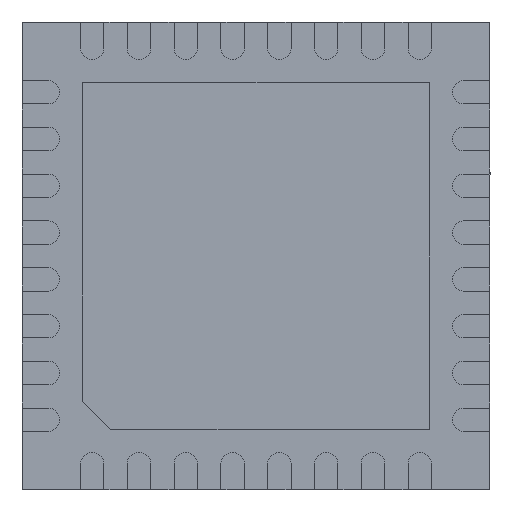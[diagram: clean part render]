
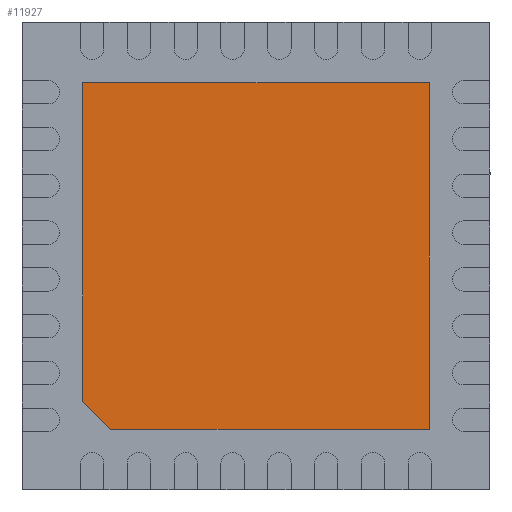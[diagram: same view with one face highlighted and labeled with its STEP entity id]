
A CAD part, front view. The second image highlights one B-rep face of the part: STEP entity #11927.
In plain terms, the highlighted planar face has unit normal (0, -1, 0).
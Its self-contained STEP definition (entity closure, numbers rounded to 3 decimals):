
#565 = FACE_OUTER_BOUND ( 'NONE', #13383, .T. ) ;
#622 = PLANE ( 'NONE',  #2330 ) ;
#676 = DIRECTION ( 'NONE',  ( 0., 1., 0. ) ) ;
#1070 = LINE ( 'NONE', #2791, #1799 ) ;
#1799 = VECTOR ( 'NONE', #3935, 1000. ) ;
#1879 = CARTESIAN_POINT ( 'NONE',  ( 0., 0., 0. ) ) ;
#2330 = AXIS2_PLACEMENT_3D ( 'NONE', #1879, #676, #7580 ) ;
#2403 = LINE ( 'NONE', #13786, #3107 ) ;
#2473 = VECTOR ( 'NONE', #14395, 1000. ) ;
#2699 = VERTEX_POINT ( 'NONE', #7305 ) ;
#2791 = CARTESIAN_POINT ( 'NONE',  ( -1.85, 0., 1.85 ) ) ;
#2865 = VERTEX_POINT ( 'NONE', #6931 ) ;
#3107 = VECTOR ( 'NONE', #13745, 1000. ) ;
#3935 = DIRECTION ( 'NONE',  ( 0., 0., 1. ) ) ;
#4204 = EDGE_CURVE ( 'NONE', #2865, #4368, #11238, .T. ) ;
#4368 = VERTEX_POINT ( 'NONE', #12329 ) ;
#4675 = VERTEX_POINT ( 'NONE', #12430 ) ;
#4797 = EDGE_CURVE ( 'NONE', #4675, #2699, #11034, .T. ) ;
#4963 = CARTESIAN_POINT ( 'NONE',  ( 1.85, 0., -1.85 ) ) ;
#5193 = VECTOR ( 'NONE', #13195, 1000. ) ;
#5348 = ORIENTED_EDGE ( 'NONE', *, *, #12712, .F. ) ;
#5745 = EDGE_CURVE ( 'NONE', #4368, #8863, #11873, .T. ) ;
#6133 = CARTESIAN_POINT ( 'NONE',  ( 1.85, 0., 1.85 ) ) ;
#6513 = ORIENTED_EDGE ( 'NONE', *, *, #8274, .F. ) ;
#6515 = CARTESIAN_POINT ( 'NONE',  ( 1.85, 0., 1.85 ) ) ;
#6931 = CARTESIAN_POINT ( 'NONE',  ( -1.85, 0., 1.85 ) ) ;
#7305 = CARTESIAN_POINT ( 'NONE',  ( -1.85, 0., -1.55 ) ) ;
#7580 = DIRECTION ( 'NONE',  ( 0., 0., 1. ) ) ;
#8042 = CARTESIAN_POINT ( 'NONE',  ( -1.55, 0., -1.85 ) ) ;
#8274 = EDGE_CURVE ( 'NONE', #8863, #4675, #2403, .T. ) ;
#8863 = VERTEX_POINT ( 'NONE', #4963 ) ;
#9143 = DIRECTION ( 'NONE',  ( -0.707, 0., 0.707 ) ) ;
#9571 = ORIENTED_EDGE ( 'NONE', *, *, #5745, .F. ) ;
#9609 = VECTOR ( 'NONE', #9143, 1000. ) ;
#11034 = LINE ( 'NONE', #8042, #9609 ) ;
#11151 = ORIENTED_EDGE ( 'NONE', *, *, #4204, .F. ) ;
#11238 = LINE ( 'NONE', #6133, #5193 ) ;
#11680 = ORIENTED_EDGE ( 'NONE', *, *, #4797, .F. ) ;
#11873 = LINE ( 'NONE', #6515, #2473 ) ;
#11927 = ADVANCED_FACE ( 'NONE', ( #565 ), #622, .F. ) ;
#12329 = CARTESIAN_POINT ( 'NONE',  ( 1.85, 0., 1.85 ) ) ;
#12430 = CARTESIAN_POINT ( 'NONE',  ( -1.55, 0., -1.85 ) ) ;
#12712 = EDGE_CURVE ( 'NONE', #2699, #2865, #1070, .T. ) ;
#13195 = DIRECTION ( 'NONE',  ( 1., 0., 0. ) ) ;
#13383 = EDGE_LOOP ( 'NONE', ( #11151, #5348, #11680, #6513, #9571 ) ) ;
#13745 = DIRECTION ( 'NONE',  ( -1., 0., 0. ) ) ;
#13786 = CARTESIAN_POINT ( 'NONE',  ( 1.85, 0., -1.85 ) ) ;
#14395 = DIRECTION ( 'NONE',  ( 0., 0., -1. ) ) ;
